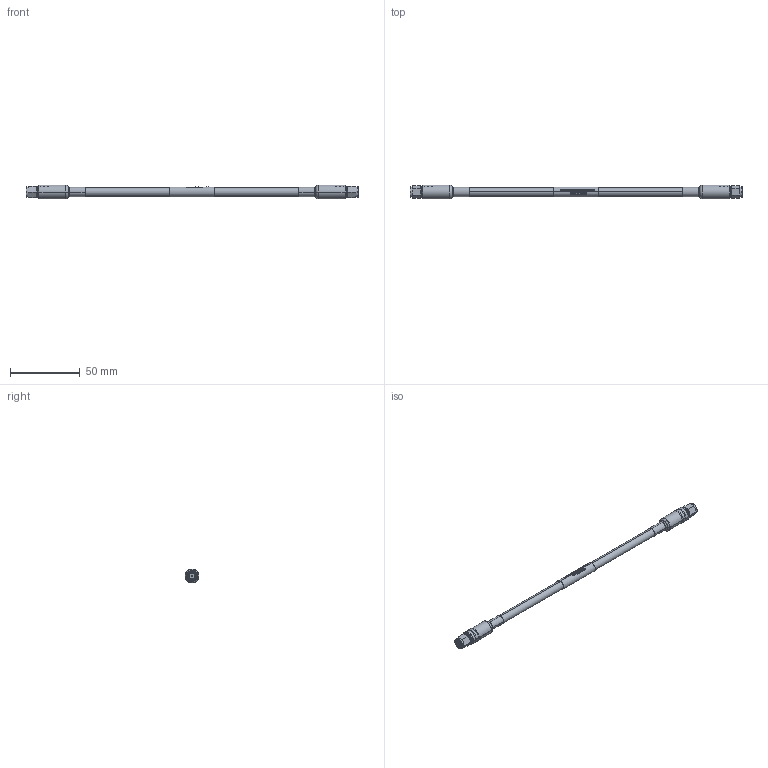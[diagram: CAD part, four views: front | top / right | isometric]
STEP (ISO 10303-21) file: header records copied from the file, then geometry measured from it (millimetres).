
FILE_DESCRIPTION (( 'STEP AP214' ), '1' );
FILE_NAME ('FMCA100151_3D.step', '2024-08-20T16:56:21', ( '' ), ( '' ), 'SwSTEP 2.0', 'SolidWorks 2022', '' );
FILE_SCHEMA (( 'AUTOMOTIVE_DESIGN' ));
Length unit declared in the file: inch
Products named in the file (7): FMCA100151_3D; Copy of TC-240-SM-SS-X_ferrule^TC-240-SM-SS-X_FMCA100151; TCOM-195-240-400-600 for cable assy^FMCA100151_TCOM-240; Copy of TC-240-SM-SS-X_body^TC-240-SM-SS-X_FMCA100151; Copy of TC-240-SM-SS-X_c-contact^TC-240-SM-SS-X_FMCA100151; FM Cable Assy Label^FMCA100151_D_240; TC-240-SM-SS-X^FMCA100151
Assembly tree (7 placements, depth 3):
  FMCA100151_3D
    TCOM-195-240-400-600 for cable assy^FMCA100151_TCOM-240
    FM Cable Assy Label^FMCA100151_D_240
    TC-240-SM-SS-X^FMCA100151  x2
      Copy of TC-240-SM-SS-X_body^TC-240-SM-SS-X_FMCA100151
      Copy of TC-240-SM-SS-X_c-contact^TC-240-SM-SS-X_FMCA100151
      Copy of TC-240-SM-SS-X_ferrule^TC-240-SM-SS-X_FMCA100151
Bounding box: 237.23 x 9.97 x 9.97 mm (x, y, z)
Volume: 8953.4 mm3; surface area: 12798.4 mm2
Topology: 8 solids, 12 shells, 1244 faces, 3178 edges, 2066 vertices
Faces by surface type: plane 790, bspline 164, cylinder 154, cone 112, torus 20, sphere 4
Entity records: 39868 total; most frequent: CARTESIAN_POINT 14871, ORIENTED_EDGE 5740, DIRECTION 4252, EDGE_CURVE 2870, VERTEX_POINT 1887, VECTOR 1716, LINE 1716, AXIS2_PLACEMENT_3D 1268
